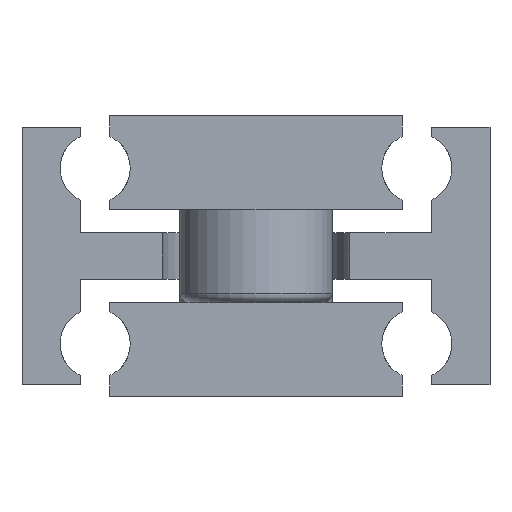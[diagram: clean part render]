
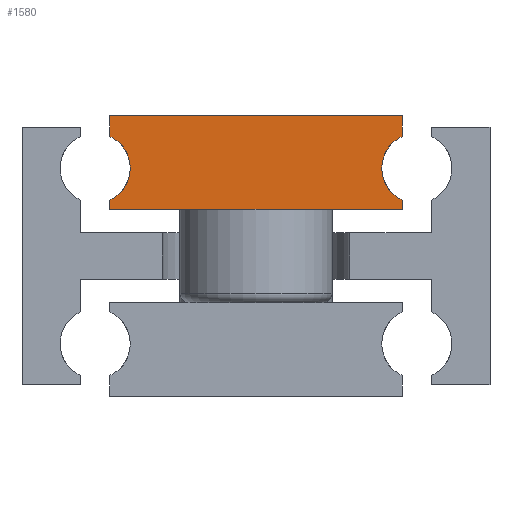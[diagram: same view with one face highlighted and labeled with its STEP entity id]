
A CAD part, front view. The second image highlights one B-rep face of the part: STEP entity #1580.
In plain terms, the highlighted planar face has unit normal (0, -1, 0).
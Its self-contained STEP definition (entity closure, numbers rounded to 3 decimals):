
#107=PLANE('',#1779);
#197=FACE_OUTER_BOUND('',#301,.T.);
#301=EDGE_LOOP('',(#1342,#1343,#1344,#1345,#1346,#1347,#1348,#1349));
#427=LINE('',#2816,#561);
#428=LINE('',#2819,#562);
#436=LINE('',#2833,#570);
#437=LINE('',#2836,#571);
#439=LINE('',#2839,#573);
#440=LINE('',#2841,#574);
#561=VECTOR('',#2121,1.773);
#562=VECTOR('',#2124,0.773);
#570=VECTOR('',#2136,0.773);
#571=VECTOR('',#2139,1.773);
#573=VECTOR('',#2143,25.);
#574=VECTOR('',#2146,25.);
#621=CIRCLE('',#1743,3.);
#622=CIRCLE('',#1745,3.);
#743=VERTEX_POINT('',#2671);
#744=VERTEX_POINT('',#2673);
#747=VERTEX_POINT('',#2715);
#748=VERTEX_POINT('',#2716);
#770=VERTEX_POINT('',#2814);
#771=VERTEX_POINT('',#2818);
#775=VERTEX_POINT('',#2831);
#776=VERTEX_POINT('',#2835);
#924=EDGE_CURVE('',#744,#743,#621,.T.);
#928=EDGE_CURVE('',#747,#748,#622,.T.);
#961=EDGE_CURVE('',#770,#748,#427,.T.);
#962=EDGE_CURVE('',#747,#771,#428,.T.);
#970=EDGE_CURVE('',#775,#743,#436,.T.);
#971=EDGE_CURVE('',#744,#776,#437,.T.);
#973=EDGE_CURVE('',#771,#775,#439,.T.);
#974=EDGE_CURVE('',#776,#770,#440,.T.);
#1342=ORIENTED_EDGE('',*,*,#928,.T.);
#1343=ORIENTED_EDGE('',*,*,#961,.F.);
#1344=ORIENTED_EDGE('',*,*,#974,.F.);
#1345=ORIENTED_EDGE('',*,*,#971,.F.);
#1346=ORIENTED_EDGE('',*,*,#924,.T.);
#1347=ORIENTED_EDGE('',*,*,#970,.F.);
#1348=ORIENTED_EDGE('',*,*,#973,.F.);
#1349=ORIENTED_EDGE('',*,*,#962,.F.);
#1580=ADVANCED_FACE('',(#197),#107,.F.);
#1743=AXIS2_PLACEMENT_3D('',#2674,#2047,#2048);
#1745=AXIS2_PLACEMENT_3D('',#2717,#2052,#2053);
#1779=AXIS2_PLACEMENT_3D('',#2842,#2147,#2148);
#2047=DIRECTION('center_axis',(0.,1.,0.));
#2048=DIRECTION('ref_axis',(1.,0.,0.));
#2052=DIRECTION('center_axis',(0.,1.,0.));
#2053=DIRECTION('ref_axis',(1.,0.,0.));
#2121=DIRECTION('',(0.,0.,-1.));
#2124=DIRECTION('',(0.,0.,-1.));
#2136=DIRECTION('',(0.,0.,1.));
#2139=DIRECTION('',(0.,0.,1.));
#2143=DIRECTION('',(-1.,0.,0.));
#2146=DIRECTION('',(1.,0.,0.));
#2147=DIRECTION('center_axis',(0.,1.,0.));
#2148=DIRECTION('ref_axis',(0.,0.,1.));
#2671=CARTESIAN_POINT('',(-12.5,-200.,-2.727));
#2673=CARTESIAN_POINT('',(-12.5,-200.,2.727));
#2674=CARTESIAN_POINT('Origin',(-13.75,-200.,0.));
#2715=CARTESIAN_POINT('',(12.5,-200.,-2.727));
#2716=CARTESIAN_POINT('',(12.5,-200.,2.727));
#2717=CARTESIAN_POINT('Origin',(13.75,-200.,0.));
#2814=CARTESIAN_POINT('',(12.5,-200.,4.5));
#2816=CARTESIAN_POINT('',(12.5,-200.,4.5));
#2818=CARTESIAN_POINT('',(12.5,-200.,-3.5));
#2819=CARTESIAN_POINT('',(12.5,-200.,-2.727));
#2831=CARTESIAN_POINT('',(-12.5,-200.,-3.5));
#2833=CARTESIAN_POINT('',(-12.5,-200.,-3.5));
#2835=CARTESIAN_POINT('',(-12.5,-200.,4.5));
#2836=CARTESIAN_POINT('',(-12.5,-200.,2.727));
#2839=CARTESIAN_POINT('',(12.5,-200.,-3.5));
#2841=CARTESIAN_POINT('',(-12.5,-200.,4.5));
#2842=CARTESIAN_POINT('Origin',(0.,-200.,0.5));
